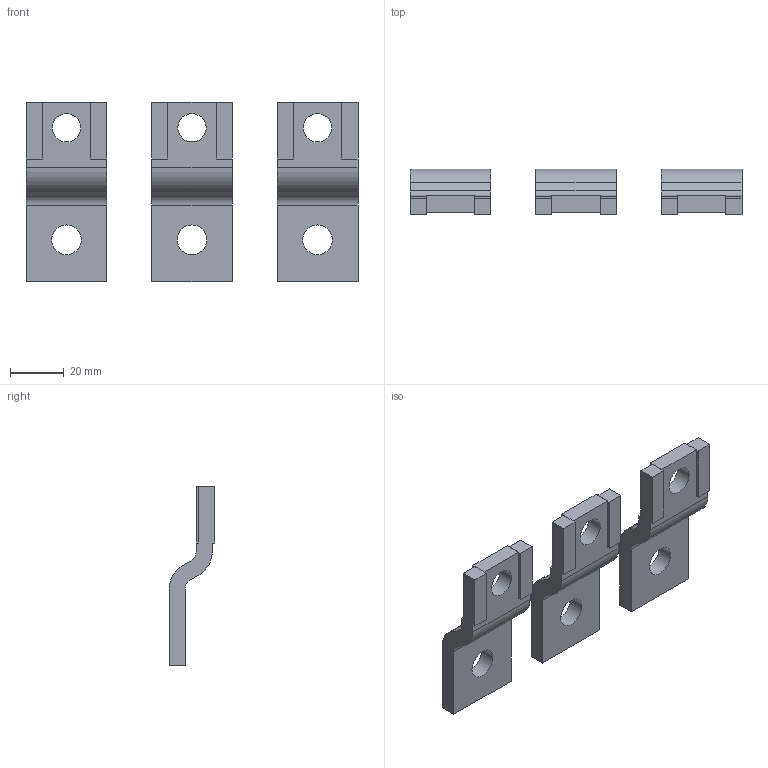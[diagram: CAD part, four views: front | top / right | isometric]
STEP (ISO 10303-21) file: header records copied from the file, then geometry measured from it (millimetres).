
FILE_DESCRIPTION(('CATIA V5 STEP Exchange'),'2;1');
FILE_NAME('1SDH001294R0133_1PA_001_00_A3_3p_EF_inf.stp','2014-12-04T15:43:56+00:00',('none'),('none'),'CATIA Version 5 Release 20 SP 1 (IN-10)','CATIA V5 STEP AP214','none');
FILE_SCHEMA(('AUTOMOTIVE_DESIGN { 1 0 10303 214 1 1 1 1 }'));
Length unit declared in the file: millimetre
Products named in the file (1): 1SDH001294R0133_1PA_001_00_A3_3p_EF_inf
Bounding box: 123 x 17 x 66.55 mm (x, y, z)
Volume: 34961.9 mm3; surface area: 16823.2 mm2
Topology: 3 solids, 3 shells, 96 faces, 264 edges, 174 vertices
Faces by surface type: plane 72, cylinder 24
Entity records: 2732 total; most frequent: ORIENTED_EDGE 528, CARTESIAN_POINT 474, DIRECTION 334, EDGE_CURVE 264, VECTOR 216, LINE 216, VERTEX_POINT 174, EDGE_LOOP 108
